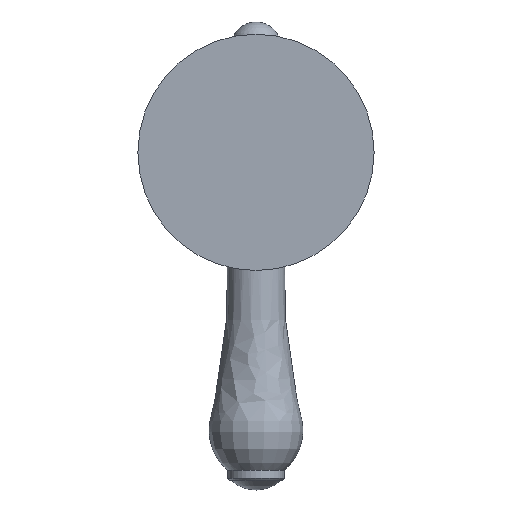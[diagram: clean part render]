
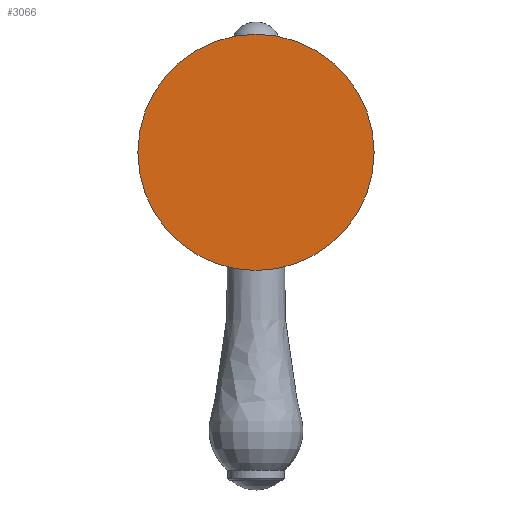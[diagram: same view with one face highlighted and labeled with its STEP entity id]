
A CAD part, front view. The second image highlights one B-rep face of the part: STEP entity #3066.
In plain terms, the highlighted planar face has unit normal (0, -1, 0).
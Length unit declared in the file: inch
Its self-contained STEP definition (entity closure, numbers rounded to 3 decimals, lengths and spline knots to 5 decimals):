
#2=CARTESIAN_POINT('',(0.,0.,0.));
#3=DIRECTION('',(0.,-1.,0.));
#4=DIRECTION('',(1.,0.,0.));
#5=AXIS2_PLACEMENT_3D('',#2,#3,#4);
#7=CARTESIAN_POINT('',(0.,0.,0.));
#8=DIRECTION('',(0.,1.,0.));
#9=DIRECTION('',(1.,0.,0.));
#10=AXIS2_PLACEMENT_3D('',#7,#8,#9);
#2651=CARTESIAN_POINT('',(1.18,0.,0.));
#2652=CARTESIAN_POINT('',(-1.18,0.,0.));
#2653=VERTEX_POINT('',#2651);
#2654=VERTEX_POINT('',#2652);
#3056=CARTESIAN_POINT('',(0.,0.,0.));
#3057=DIRECTION('',(0.,-1.,0.));
#3058=DIRECTION('',(-1.,0.,0.));
#3059=AXIS2_PLACEMENT_3D('',#3056,#3057,#3058);
#3060=PLANE('',#3059);
#3061=ORIENTED_EDGE('',*,*,#3045,.F.);
#3063=ORIENTED_EDGE('',*,*,#3062,.T.);
#3064=EDGE_LOOP('',(#3061,#3063));
#3065=FACE_OUTER_BOUND('',#3064,.F.);
#3066=ADVANCED_FACE('',(#3065),#3060,.T.);
#6=CIRCLE('',#5,1.18);
#11=CIRCLE('',#10,1.18);
#3045=EDGE_CURVE('',#2653,#2654,#6,.T.);
#3062=EDGE_CURVE('',#2653,#2654,#11,.T.);
